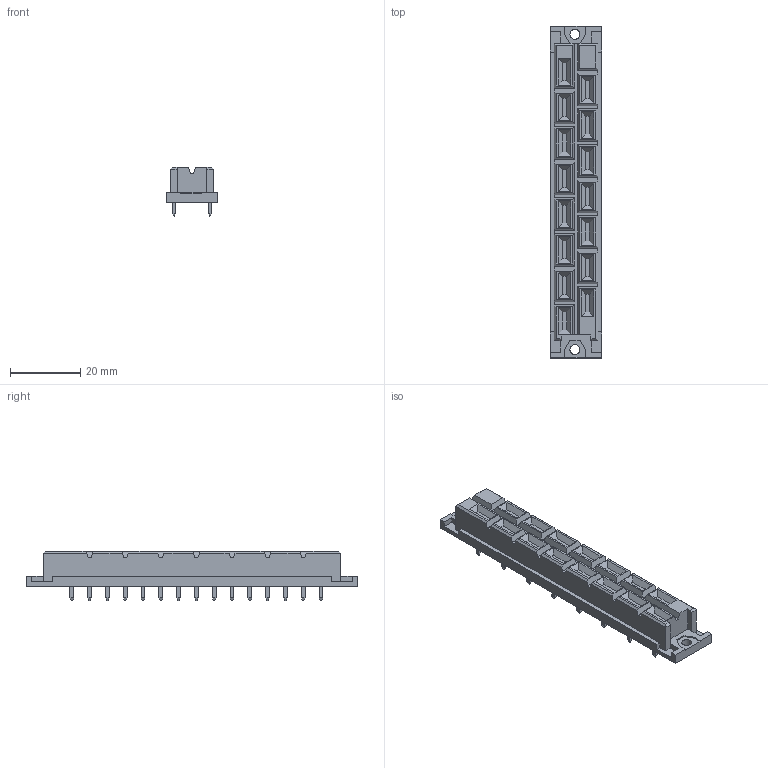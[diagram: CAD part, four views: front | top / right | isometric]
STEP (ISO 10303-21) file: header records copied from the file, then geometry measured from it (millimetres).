
FILE_DESCRIPTION((''),'2;1');
FILE_NAME('HARTING_09 06 215 2821.stp','2010-11-17T14:55:13',(''),(''),'Mechanical Desktop 2011','Mechanical Desktop 2011',', , ');
FILE_SCHEMA(('AUTOMOTIVE_DESIGN { 1 2 10303 214 1 1 1 1 }'));
Length unit declared in the file: millimetre
Products named in the file (1): Product
Bounding box: 14.7 x 94.75 x 14.1 mm (x, y, z)
Volume: 10696.7 mm3; surface area: 5589.3 mm2
Topology: 16 solids, 16 shells, 357 faces, 862 edges, 556 vertices
Faces by surface type: bspline 203, plane 154
Entity records: 9657 total; most frequent: CARTESIAN_POINT 3027, ORIENTED_EDGE 1724, EDGE_CURVE 862, DIRECTION 610, VERTEX_POINT 556, EDGE_LOOP 380, B_SPLINE_CURVE_WITH_KNOTS 376, FACE_OUTER_BOUND 357
